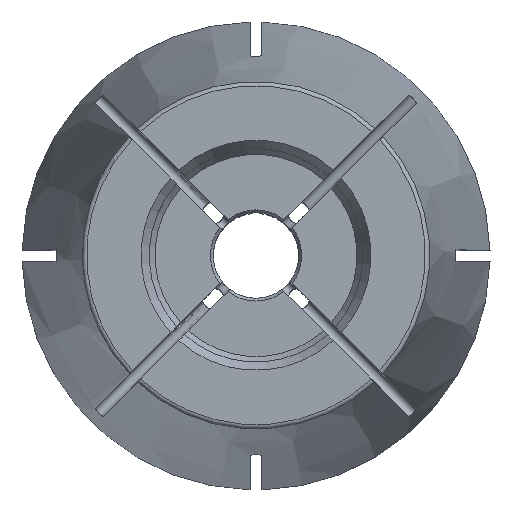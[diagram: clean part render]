
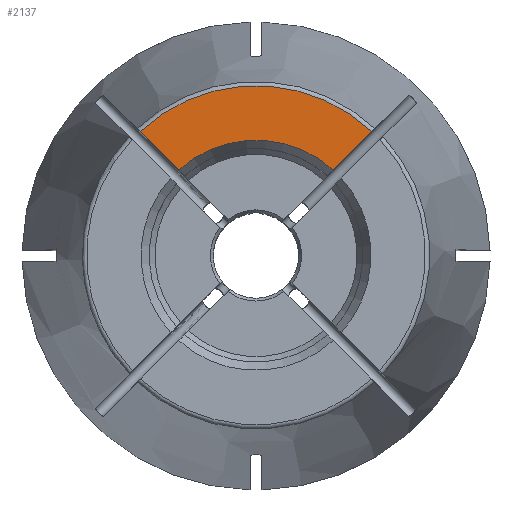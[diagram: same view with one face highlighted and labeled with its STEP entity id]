
A CAD part, top view. The second image highlights one B-rep face of the part: STEP entity #2137.
In plain terms, the highlighted planar face has unit normal (0, 0, 1).
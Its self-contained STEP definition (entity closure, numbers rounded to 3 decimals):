
#39=PLANE('',#2354);
#132=LINE('',#3873,#228);
#133=LINE('',#3878,#229);
#228=VECTOR('',#2825,1000.);
#229=VECTOR('',#2828,1000.);
#762=ORIENTED_EDGE('',*,*,#1370,.F.);
#763=ORIENTED_EDGE('',*,*,#1371,.T.);
#764=ORIENTED_EDGE('',*,*,#1372,.F.);
#765=ORIENTED_EDGE('',*,*,#1373,.T.);
#1370=EDGE_CURVE('',#1638,#1639,#132,.T.);
#1371=EDGE_CURVE('',#1638,#1640,#1756,.F.);
#1372=EDGE_CURVE('',#1641,#1640,#133,.T.);
#1373=EDGE_CURVE('',#1641,#1639,#1757,.T.);
#1638=VERTEX_POINT('',#3874);
#1639=VERTEX_POINT('',#3875);
#1640=VERTEX_POINT('',#3877);
#1641=VERTEX_POINT('',#3879);
#1756=CIRCLE('',#2355,8.077);
#1757=CIRCLE('',#2356,11.897);
#1859=EDGE_LOOP('',(#762,#763,#764,#765));
#1983=FACE_BOUND('',#1859,.T.);
#2137=ADVANCED_FACE('',(#1983),#39,.T.);
#2354=AXIS2_PLACEMENT_3D('',#3872,#2823,#2824);
#2355=AXIS2_PLACEMENT_3D('',#3876,#2826,#2827);
#2356=AXIS2_PLACEMENT_3D('',#3880,#2829,#2830);
#2823=DIRECTION('',(0.,0.,1.));
#2824=DIRECTION('',(1.,0.,0.));
#2825=DIRECTION('',(-0.707,0.707,0.));
#2826=DIRECTION('',(0.,0.,1.));
#2827=DIRECTION('',(1.,0.,0.));
#2828=DIRECTION('',(-0.707,-0.707,0.));
#2829=DIRECTION('',(0.,0.,1.));
#2830=DIRECTION('',(1.,0.,0.));
#3872=CARTESIAN_POINT('',(0.,0.,30.9));
#3873=CARTESIAN_POINT('',(0.283,0.283,30.9));
#3874=CARTESIAN_POINT('',(-5.422,5.987,30.9));
#3875=CARTESIAN_POINT('',(-8.124,8.69,30.9));
#3876=CARTESIAN_POINT('',(0.,0.,30.9));
#3877=CARTESIAN_POINT('',(5.422,5.987,30.9));
#3878=CARTESIAN_POINT('',(-0.283,0.283,30.9));
#3879=CARTESIAN_POINT('',(8.124,8.69,30.9));
#3880=CARTESIAN_POINT('',(0.,0.,30.9));
